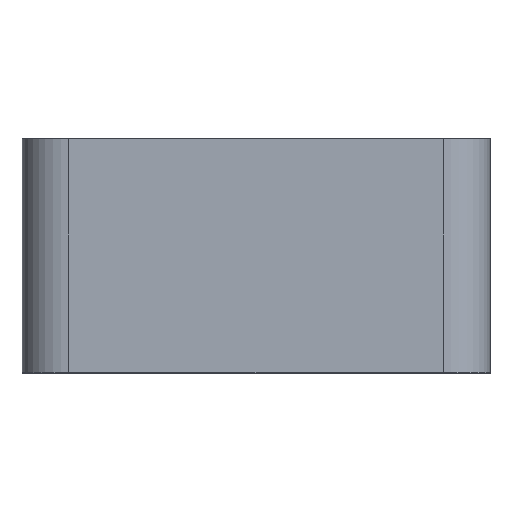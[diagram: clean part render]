
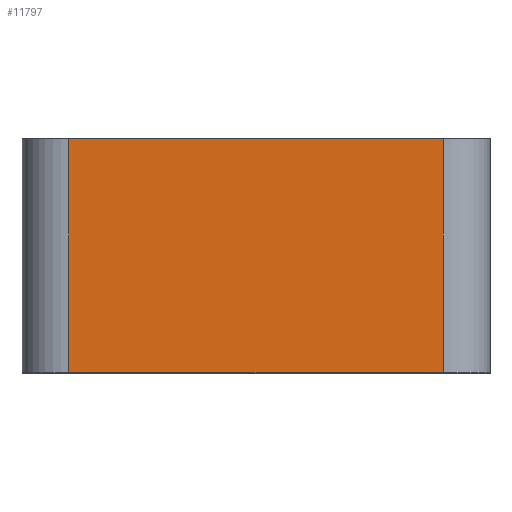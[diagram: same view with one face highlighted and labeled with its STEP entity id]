
A CAD part, top view. The second image highlights one B-rep face of the part: STEP entity #11797.
In plain terms, the highlighted planar face has unit normal (0, 0, 1).
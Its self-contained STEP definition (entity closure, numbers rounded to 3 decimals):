
#45 = PLANE('',#46);
#46 = AXIS2_PLACEMENT_3D('',#47,#48,#49);
#47 = CARTESIAN_POINT('',(0.,10.,0.));
#48 = DIRECTION('',(0.,-1.,0.));
#49 = DIRECTION('',(1.,0.,0.));
#102 = PLANE('',#103);
#103 = AXIS2_PLACEMENT_3D('',#104,#105,#106);
#104 = CARTESIAN_POINT('',(0.,-10.,0.));
#105 = DIRECTION('',(0.,-1.,0.));
#106 = DIRECTION('',(1.,0.,0.));
#9164 = VERTEX_POINT('',#9165);
#9165 = CARTESIAN_POINT('',(-16.,10.,20.));
#9180 = CYLINDRICAL_SURFACE('',#9181,4.);
#9181 = AXIS2_PLACEMENT_3D('',#9182,#9183,#9184);
#9182 = CARTESIAN_POINT('',(-16.,10.,16.));
#9183 = DIRECTION('',(0.,-1.,0.));
#9184 = DIRECTION('',(0.,0.,1.));
#9192 = EDGE_CURVE('',#9193,#9164,#9195,.T.);
#9193 = VERTEX_POINT('',#9194);
#9194 = CARTESIAN_POINT('',(16.,10.,20.));
#9195 = SURFACE_CURVE('',#9196,(#9200,#9207),.PCURVE_S1.);
#9196 = LINE('',#9197,#9198);
#9197 = CARTESIAN_POINT('',(16.,10.,20.));
#9198 = VECTOR('',#9199,1.);
#9199 = DIRECTION('',(-1.,0.,0.));
#9200 = PCURVE('',#45,#9201);
#9201 = DEFINITIONAL_REPRESENTATION('',(#9202),#9206);
#9202 = LINE('',#9203,#9204);
#9203 = CARTESIAN_POINT('',(16.,20.));
#9204 = VECTOR('',#9205,1.);
#9205 = DIRECTION('',(-1.,0.));
#9206 = ( GEOMETRIC_REPRESENTATION_CONTEXT(2) 
PARAMETRIC_REPRESENTATION_CONTEXT() REPRESENTATION_CONTEXT('2D SPACE',''
  ) );
#9207 = PCURVE('',#9208,#9213);
#9208 = PLANE('',#9209);
#9209 = AXIS2_PLACEMENT_3D('',#9210,#9211,#9212);
#9210 = CARTESIAN_POINT('',(0.,10.,20.));
#9211 = DIRECTION('',(0.,0.,1.));
#9212 = DIRECTION('',(-1.,0.,0.));
#9213 = DEFINITIONAL_REPRESENTATION('',(#9214),#9218);
#9214 = LINE('',#9215,#9216);
#9215 = CARTESIAN_POINT('',(-16.,0.));
#9216 = VECTOR('',#9217,1.);
#9217 = DIRECTION('',(1.,0.));
#9218 = ( GEOMETRIC_REPRESENTATION_CONTEXT(2) 
PARAMETRIC_REPRESENTATION_CONTEXT() REPRESENTATION_CONTEXT('2D SPACE',''
  ) );
#9237 = CYLINDRICAL_SURFACE('',#9238,4.);
#9238 = AXIS2_PLACEMENT_3D('',#9239,#9240,#9241);
#9239 = CARTESIAN_POINT('',(16.,10.,16.));
#9240 = DIRECTION('',(0.,-1.,0.));
#9241 = DIRECTION('',(1.,0.,0.));
#11748 = VERTEX_POINT('',#11749);
#11749 = CARTESIAN_POINT('',(-16.,-10.,20.));
#11775 = EDGE_CURVE('',#9164,#11748,#11776,.T.);
#11776 = SURFACE_CURVE('',#11777,(#11781,#11788),.PCURVE_S1.);
#11777 = LINE('',#11778,#11779);
#11778 = CARTESIAN_POINT('',(-16.,10.,20.));
#11779 = VECTOR('',#11780,1.);
#11780 = DIRECTION('',(0.,-1.,0.));
#11781 = PCURVE('',#9180,#11782);
#11782 = DEFINITIONAL_REPRESENTATION('',(#11783),#11787);
#11783 = LINE('',#11784,#11785);
#11784 = CARTESIAN_POINT('',(0.,0.));
#11785 = VECTOR('',#11786,1.);
#11786 = DIRECTION('',(0.,1.));
#11787 = ( GEOMETRIC_REPRESENTATION_CONTEXT(2) 
PARAMETRIC_REPRESENTATION_CONTEXT() REPRESENTATION_CONTEXT('2D SPACE',''
  ) );
#11788 = PCURVE('',#9208,#11789);
#11789 = DEFINITIONAL_REPRESENTATION('',(#11790),#11794);
#11790 = LINE('',#11791,#11792);
#11791 = CARTESIAN_POINT('',(16.,0.));
#11792 = VECTOR('',#11793,1.);
#11793 = DIRECTION('',(0.,1.));
#11794 = ( GEOMETRIC_REPRESENTATION_CONTEXT(2) 
PARAMETRIC_REPRESENTATION_CONTEXT() REPRESENTATION_CONTEXT('2D SPACE',''
  ) );
#11797 = ADVANCED_FACE('',(#11798),#9208,.T.);
#11798 = FACE_BOUND('',#11799,.T.);
#11799 = EDGE_LOOP('',(#11800,#11823,#11844,#11845));
#11800 = ORIENTED_EDGE('',*,*,#11801,.T.);
#11801 = EDGE_CURVE('',#11748,#11802,#11804,.T.);
#11802 = VERTEX_POINT('',#11803);
#11803 = CARTESIAN_POINT('',(16.,-10.,20.));
#11804 = SURFACE_CURVE('',#11805,(#11809,#11816),.PCURVE_S1.);
#11805 = LINE('',#11806,#11807);
#11806 = CARTESIAN_POINT('',(16.,-10.,20.));
#11807 = VECTOR('',#11808,1.);
#11808 = DIRECTION('',(1.,0.,0.));
#11809 = PCURVE('',#9208,#11810);
#11810 = DEFINITIONAL_REPRESENTATION('',(#11811),#11815);
#11811 = LINE('',#11812,#11813);
#11812 = CARTESIAN_POINT('',(-16.,20.));
#11813 = VECTOR('',#11814,1.);
#11814 = DIRECTION('',(-1.,0.));
#11815 = ( GEOMETRIC_REPRESENTATION_CONTEXT(2) 
PARAMETRIC_REPRESENTATION_CONTEXT() REPRESENTATION_CONTEXT('2D SPACE',''
  ) );
#11816 = PCURVE('',#102,#11817);
#11817 = DEFINITIONAL_REPRESENTATION('',(#11818),#11822);
#11818 = LINE('',#11819,#11820);
#11819 = CARTESIAN_POINT('',(16.,20.));
#11820 = VECTOR('',#11821,1.);
#11821 = DIRECTION('',(1.,0.));
#11822 = ( GEOMETRIC_REPRESENTATION_CONTEXT(2) 
PARAMETRIC_REPRESENTATION_CONTEXT() REPRESENTATION_CONTEXT('2D SPACE',''
  ) );
#11823 = ORIENTED_EDGE('',*,*,#11824,.F.);
#11824 = EDGE_CURVE('',#9193,#11802,#11825,.T.);
#11825 = SURFACE_CURVE('',#11826,(#11830,#11837),.PCURVE_S1.);
#11826 = LINE('',#11827,#11828);
#11827 = CARTESIAN_POINT('',(16.,10.,20.));
#11828 = VECTOR('',#11829,1.);
#11829 = DIRECTION('',(0.,-1.,0.));
#11830 = PCURVE('',#9208,#11831);
#11831 = DEFINITIONAL_REPRESENTATION('',(#11832),#11836);
#11832 = LINE('',#11833,#11834);
#11833 = CARTESIAN_POINT('',(-16.,0.));
#11834 = VECTOR('',#11835,1.);
#11835 = DIRECTION('',(0.,1.));
#11836 = ( GEOMETRIC_REPRESENTATION_CONTEXT(2) 
PARAMETRIC_REPRESENTATION_CONTEXT() REPRESENTATION_CONTEXT('2D SPACE',''
  ) );
#11837 = PCURVE('',#9237,#11838);
#11838 = DEFINITIONAL_REPRESENTATION('',(#11839),#11843);
#11839 = LINE('',#11840,#11841);
#11840 = CARTESIAN_POINT('',(1.571,0.));
#11841 = VECTOR('',#11842,1.);
#11842 = DIRECTION('',(0.,1.));
#11843 = ( GEOMETRIC_REPRESENTATION_CONTEXT(2) 
PARAMETRIC_REPRESENTATION_CONTEXT() REPRESENTATION_CONTEXT('2D SPACE',''
  ) );
#11844 = ORIENTED_EDGE('',*,*,#9192,.T.);
#11845 = ORIENTED_EDGE('',*,*,#11775,.T.);
